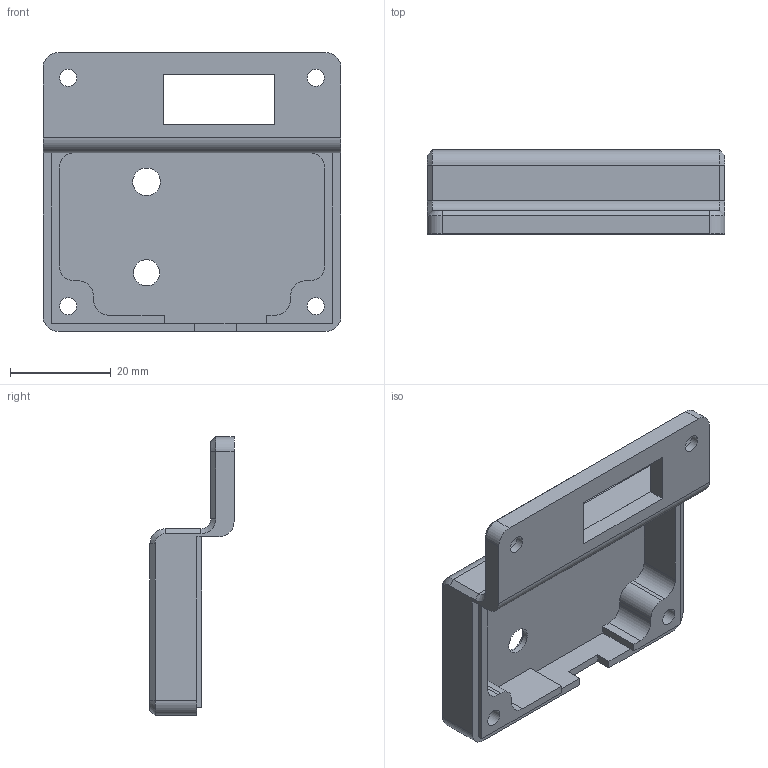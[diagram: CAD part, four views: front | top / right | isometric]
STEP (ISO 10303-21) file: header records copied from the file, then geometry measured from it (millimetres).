
FILE_DESCRIPTION(/* description */ (''),/* implementation_level */ '2;1');
FILE_NAME(/* name */ 'F000119 - Case Top v43.step',/* time_stamp */ '2020-03-26T19:43:07-07:00',/* author */ (''),/* organization */ (''),/* preprocessor_version */ 'ST-DEVELOPER v18',/* originating_system */ 'Autodesk Translation Framework v8.12.0.6',/* authorisation */ '');
FILE_SCHEMA (('AUTOMOTIVE_DESIGN { 1 0 10303 214 3 1 1 }'));
Length unit declared in the file: millimetre
Products named in the file (1): F000119 - Case Top
Bounding box: 59 x 16.65 x 55.2 mm (x, y, z)
Volume: 11576.6 mm3; surface area: 10522.6 mm2
Topology: 1 solids, 1 shells, 198 faces, 543 edges, 358 vertices
Faces by surface type: plane 106, bspline 57, cylinder 25, cone 8, torus 2
Full cylindrical faces by diameter (mm): 3.4 x4, 5.2 x1, 5.5 x1, 6.5 x4
Entity records: 6836 total; most frequent: CARTESIAN_POINT 2069, ORIENTED_EDGE 1086, DIRECTION 787, EDGE_CURVE 543, VERTEX_POINT 358, LINE 355, VECTOR 355, EDGE_LOOP 223
